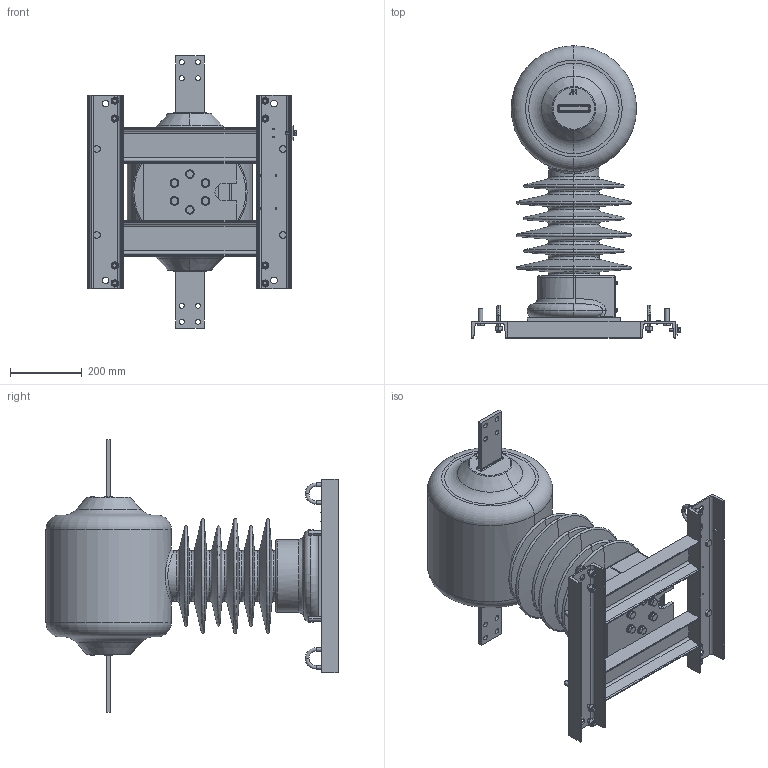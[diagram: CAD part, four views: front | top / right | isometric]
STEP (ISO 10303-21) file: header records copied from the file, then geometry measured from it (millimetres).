
FILE_DESCRIPTION (( 'STEP AP214' ), '1' );
FILE_NAME ('ﾒﾎﾋ-35 III-II-1(III-1; V-4-1; V-5-1) 褞跫. 蒡 1500 ﾀ.STEP', '2022-08-04T04:23:58', ( '' ), ( '' ), 'SwSTEP 2.0', 'SolidWorks 2010', '' );
FILE_SCHEMA (( 'AUTOMOTIVE_DESIGN' ));
Length unit declared in the file: millimetre
Products named in the file (1): ﾒﾎﾋ-35 III-II-1(III-1; V-4-1; V-5-1) 褞跫. 蒡 1500 ﾀ
Bounding box: 581.9 x 816 x 760 mm (x, y, z)
Volume: 52889679.8 mm3; surface area: 2513109.3 mm2
Topology: 73 solids, 73 shells, 1572 faces, 3730 edges, 2356 vertices
Faces by surface type: plane 687, cylinder 387, cone 306, torus 107, bspline 53, sphere 32
Entity records: 67758 total; most frequent: CARTESIAN_POINT 13015, DIRECTION 7852, ORIENTED_EDGE 7424, EDGE_CURVE 3712, AXIS2_PLACEMENT_3D 3012, VERTEX_POINT 2356, LINE 1828, VECTOR 1828
